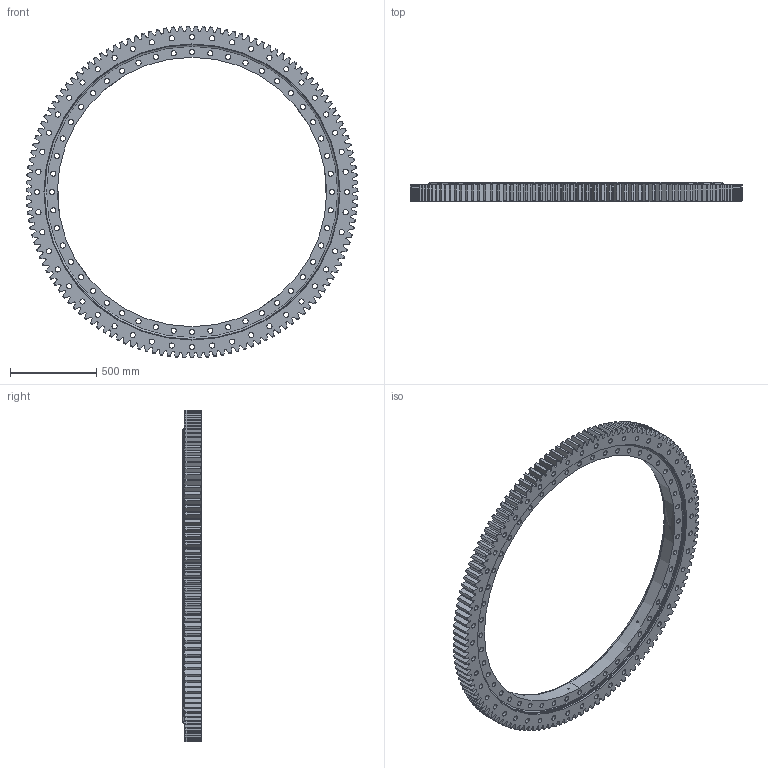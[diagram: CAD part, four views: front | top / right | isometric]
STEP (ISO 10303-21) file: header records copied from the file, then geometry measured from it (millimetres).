
FILE_DESCRIPTION (( 'STEP AP203' ), '1' );
FILE_NAME ('01-1712-00.STEP', '2017-12-26T10:38:11', ( 'defontaine' ), ( 'Hewlett-Packard Company' ), 'SwSTEP 2.0', 'SolidWorks 2016', '' );
FILE_SCHEMA (( 'CONFIG_CONTROL_DESIGN' ));
Length unit declared in the file: millimetre
Products named in the file (1): 01-1712-00
Bounding box: 1928.98 x 110 x 1928.87 mm (x, y, z)
Volume: 71867406.3 mm3; surface area: 5869461.5 mm2
Topology: 5 solids, 5 shells, 1080 faces, 3189 edges, 2115 vertices
Faces by surface type: cylinder 497, plane 284, cone 279, torus 18, sphere 2
Entity records: 38501 total; most frequent: CARTESIAN_POINT 9053, ORIENTED_EDGE 6368, DIRECTION 6070, EDGE_CURVE 3184, AXIS2_PLACEMENT_3D 2377, VERTEX_POINT 2112, VECTOR 1316, LINE 1316
